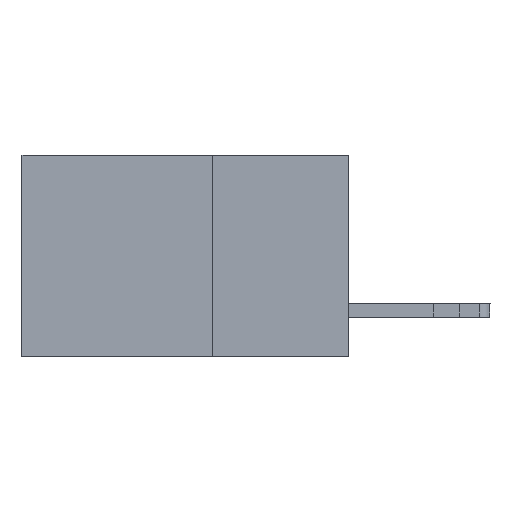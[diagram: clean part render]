
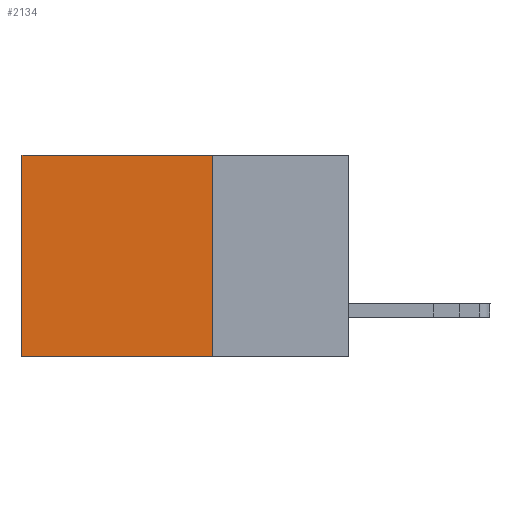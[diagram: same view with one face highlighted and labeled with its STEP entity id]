
A CAD part, left-side view. The second image highlights one B-rep face of the part: STEP entity #2134.
In plain terms, the highlighted planar face has unit normal (-1, 0, 0).
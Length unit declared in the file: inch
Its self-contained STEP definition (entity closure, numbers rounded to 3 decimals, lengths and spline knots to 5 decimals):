
#297 = VECTOR ( 'NONE', #702, 39.37008 ) ;
#312 = DIRECTION ( 'NONE',  ( 0., 0., -1. ) ) ;
#523 = VECTOR ( 'NONE', #11050, 39.37008 ) ;
#556 = DIRECTION ( 'NONE',  ( 0., 0., -1. ) ) ;
#610 = DIRECTION ( 'NONE',  ( 0., 1., 0. ) ) ;
#702 = DIRECTION ( 'NONE',  ( 0., 0., -1. ) ) ;
#771 = CARTESIAN_POINT ( 'NONE',  ( 0.298, 0.6, 0. ) ) ;
#1838 = EDGE_CURVE ( 'NONE', #6272, #10647, #11181, .T. ) ;
#2134 = ADVANCED_FACE ( 'NONE', ( #3234 ), #8225, .F. ) ;
#2173 = LINE ( 'NONE', #9060, #6941 ) ;
#2898 = VERTEX_POINT ( 'NONE', #10855 ) ;
#3234 = FACE_OUTER_BOUND ( 'NONE', #11977, .T. ) ;
#5524 = CARTESIAN_POINT ( 'NONE',  ( 0.298, 0.25, -0.37 ) ) ;
#6005 = ORIENTED_EDGE ( 'NONE', *, *, #1838, .T. ) ;
#6272 = VERTEX_POINT ( 'NONE', #7239 ) ;
#6686 = CARTESIAN_POINT ( 'NONE',  ( 0.298, 0.25, 0. ) ) ;
#6941 = VECTOR ( 'NONE', #556, 39.37008 ) ;
#7102 = CARTESIAN_POINT ( 'NONE',  ( 0.298, 0.6, -0.37 ) ) ;
#7223 = LINE ( 'NONE', #10252, #523 ) ;
#7239 = CARTESIAN_POINT ( 'NONE',  ( 0.298, 0.6, 0. ) ) ;
#7419 = EDGE_CURVE ( 'NONE', #2898, #10647, #8276, .T. ) ;
#8003 = ORIENTED_EDGE ( 'NONE', *, *, #10497, .F. ) ;
#8225 = PLANE ( 'NONE',  #8515 ) ;
#8276 = LINE ( 'NONE', #5524, #10990 ) ;
#8349 = EDGE_CURVE ( 'NONE', #10121, #6272, #7223, .T. ) ;
#8402 = ORIENTED_EDGE ( 'NONE', *, *, #7419, .F. ) ;
#8515 = AXIS2_PLACEMENT_3D ( 'NONE', #12183, #9984, #312 ) ;
#9060 = CARTESIAN_POINT ( 'NONE',  ( 0.298, 0.25, 0. ) ) ;
#9984 = DIRECTION ( 'NONE',  ( 1., 0., 0. ) ) ;
#10081 = ORIENTED_EDGE ( 'NONE', *, *, #8349, .T. ) ;
#10121 = VERTEX_POINT ( 'NONE', #6686 ) ;
#10252 = CARTESIAN_POINT ( 'NONE',  ( 0.298, 0.25, 0. ) ) ;
#10497 = EDGE_CURVE ( 'NONE', #10121, #2898, #2173, .T. ) ;
#10647 = VERTEX_POINT ( 'NONE', #7102 ) ;
#10855 = CARTESIAN_POINT ( 'NONE',  ( 0.298, 0.25, -0.37 ) ) ;
#10990 = VECTOR ( 'NONE', #610, 39.37008 ) ;
#11050 = DIRECTION ( 'NONE',  ( 0., 1., 0. ) ) ;
#11181 = LINE ( 'NONE', #771, #297 ) ;
#11977 = EDGE_LOOP ( 'NONE', ( #6005, #8402, #8003, #10081 ) ) ;
#12183 = CARTESIAN_POINT ( 'NONE',  ( 0.298, 0.25, 0. ) ) ;
